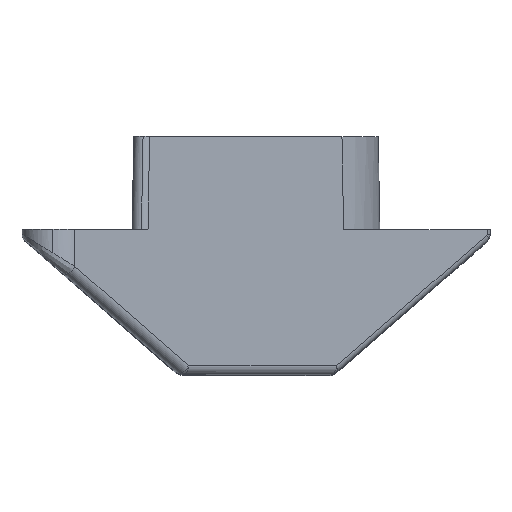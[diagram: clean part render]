
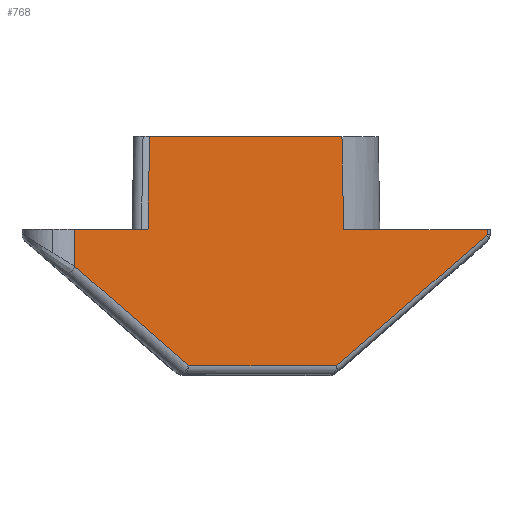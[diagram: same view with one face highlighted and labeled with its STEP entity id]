
A CAD part, top view. The second image highlights one B-rep face of the part: STEP entity #768.
In plain terms, the highlighted planar face has unit normal (0.707, 0, 0.707).
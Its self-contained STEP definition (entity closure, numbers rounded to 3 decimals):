
#27 = CARTESIAN_POINT ( 'NONE',  ( -2.706, -3., 8.292 ) ) ;
#32 = CARTESIAN_POINT ( 'NONE',  ( 2.83, -3., 2.756 ) ) ;
#45 = VECTOR ( 'NONE', #294, 1000. ) ;
#55 = CARTESIAN_POINT ( 'NONE',  ( 2.917, -7.949, 2.67 ) ) ;
#86 = LINE ( 'NONE', #421, #339 ) ;
#107 = VERTEX_POINT ( 'NONE', #32 ) ;
#176 = DIRECTION ( 'NONE',  ( -0.017, 1., 0.017 ) ) ;
#188 = CARTESIAN_POINT ( 'NONE',  ( 10.057, -7.4, -4.471 ) ) ;
#216 = FACE_OUTER_BOUND ( 'NONE', #1329, .T. ) ;
#238 = CARTESIAN_POINT ( 'NONE',  ( 7.474, -3.163, -1.888 ) ) ;
#246 = VERTEX_POINT ( 'NONE', #435 ) ;
#271 = ORIENTED_EDGE ( 'NONE', *, *, #654, .T. ) ;
#274 = VECTOR ( 'NONE', #1369, 1000. ) ;
#291 = ORIENTED_EDGE ( 'NONE', *, *, #641, .T. ) ;
#292 = VECTOR ( 'NONE', #307, 1000. ) ;
#294 = DIRECTION ( 'NONE',  ( 0., 1., 0. ) ) ;
#307 = DIRECTION ( 'NONE',  ( 0.707, 0., -0.707 ) ) ;
#339 = VECTOR ( 'NONE', #1052, 1000. ) ;
#349 = CARTESIAN_POINT ( 'NONE',  ( -5.855, -3., 11.441 ) ) ;
#369 = VECTOR ( 'NONE', #1238, 1000. ) ;
#373 = ORIENTED_EDGE ( 'NONE', *, *, #629, .T. ) ;
#405 = VERTEX_POINT ( 'NONE', #1216 ) ;
#410 = VERTEX_POINT ( 'NONE', #973 ) ;
#421 = CARTESIAN_POINT ( 'NONE',  ( -3.564, -7.225, 9.15 ) ) ;
#435 = CARTESIAN_POINT ( 'NONE',  ( -3.49, -3., 9.076 ) ) ;
#438 = ORIENTED_EDGE ( 'NONE', *, *, #650, .T. ) ;
#459 = DIRECTION ( 'NONE',  ( -0.707, 0., 0.707 ) ) ;
#503 = CARTESIAN_POINT ( 'NONE',  ( -6.708, -3., 12.294 ) ) ;
#510 = VERTEX_POINT ( 'NONE', #624 ) ;
#549 = CARTESIAN_POINT ( 'NONE',  ( -5.855, -7.7, 11.441 ) ) ;
#552 = EDGE_CURVE ( 'NONE', #839, #246, #1312, .T. ) ;
#567 = VECTOR ( 'NONE', #1383, 1000. ) ;
#579 = PLANE ( 'NONE',  #1262 ) ;
#590 = VECTOR ( 'NONE', #1060, 1000. ) ;
#621 = EDGE_CURVE ( 'NONE', #1270, #839, #1362, .T. ) ;
#624 = CARTESIAN_POINT ( 'NONE',  ( 7.474, -3., -1.888 ) ) ;
#625 = EDGE_CURVE ( 'NONE', #107, #757, #1041, .T. ) ;
#629 = EDGE_CURVE ( 'NONE', #405, #246, #86, .T. ) ;
#634 = LINE ( 'NONE', #1307, #590 ) ;
#641 = EDGE_CURVE ( 'NONE', #1270, #1044, #676, .T. ) ;
#650 = EDGE_CURVE ( 'NONE', #1044, #410, #1291, .T. ) ;
#654 = EDGE_CURVE ( 'NONE', #410, #1086, #966, .T. ) ;
#664 = EDGE_CURVE ( 'NONE', #1086, #510, #634, .T. ) ;
#670 = ORIENTED_EDGE ( 'NONE', *, *, #621, .F. ) ;
#676 = LINE ( 'NONE', #815, #1330 ) ;
#679 = ORIENTED_EDGE ( 'NONE', *, *, #664, .T. ) ;
#757 = VERTEX_POINT ( 'NONE', #1324 ) ;
#768 = ADVANCED_FACE ( 'NONE', ( #216 ), #579, .F. ) ;
#815 = CARTESIAN_POINT ( 'NONE',  ( 6.797, -15.2, -1.211 ) ) ;
#839 = VERTEX_POINT ( 'NONE', #349 ) ;
#899 = EDGE_CURVE ( 'NONE', #107, #510, #977, .T. ) ;
#917 = CARTESIAN_POINT ( 'NONE',  ( -5.855, -4.202, 11.441 ) ) ;
#940 = ORIENTED_EDGE ( 'NONE', *, *, #552, .F. ) ;
#957 = CARTESIAN_POINT ( 'NONE',  ( 10.057, -7.7, -4.471 ) ) ;
#966 = LINE ( 'NONE', #1182, #1254 ) ;
#973 = CARTESIAN_POINT ( 'NONE',  ( 2.6, -7.4, 2.986 ) ) ;
#977 = LINE ( 'NONE', #27, #567 ) ;
#1003 = VECTOR ( 'NONE', #176, 1000. ) ;
#1041 = LINE ( 'NONE', #55, #1003 ) ;
#1044 = VERTEX_POINT ( 'NONE', #1205 ) ;
#1052 = DIRECTION ( 'NONE',  ( -0.017, -1., 0.017 ) ) ;
#1060 = DIRECTION ( 'NONE',  ( 0., 1., 0. ) ) ;
#1068 = ORIENTED_EDGE ( 'NONE', *, *, #625, .T. ) ;
#1086 = VERTEX_POINT ( 'NONE', #238 ) ;
#1092 = EDGE_CURVE ( 'NONE', #757, #405, #1354, .T. ) ;
#1182 = CARTESIAN_POINT ( 'NONE',  ( 7.917, -2.778, -2.331 ) ) ;
#1191 = DIRECTION ( 'NONE',  ( 0.602, 0.524, -0.602 ) ) ;
#1205 = CARTESIAN_POINT ( 'NONE',  ( -2.176, -7.4, 7.762 ) ) ;
#1211 = DIRECTION ( 'NONE',  ( -0.707, 0., -0.707 ) ) ;
#1216 = CARTESIAN_POINT ( 'NONE',  ( -3.438, 0., 9.024 ) ) ;
#1238 = DIRECTION ( 'NONE',  ( -0.707, 0., 0.707 ) ) ;
#1254 = VECTOR ( 'NONE', #1191, 1000. ) ;
#1262 = AXIS2_PLACEMENT_3D ( 'NONE', #957, #1211, #459 ) ;
#1270 = VERTEX_POINT ( 'NONE', #917 ) ;
#1291 = LINE ( 'NONE', #188, #292 ) ;
#1307 = CARTESIAN_POINT ( 'NONE',  ( 7.474, -7.7, -1.888 ) ) ;
#1312 = LINE ( 'NONE', #503, #274 ) ;
#1324 = CARTESIAN_POINT ( 'NONE',  ( 2.778, 0., 2.808 ) ) ;
#1329 = EDGE_LOOP ( 'NONE', ( #1443, #1068, #1518, #373, #940, #670, #291, #438, #271, #679 ) ) ;
#1330 = VECTOR ( 'NONE', #1525, 1000. ) ;
#1349 = CARTESIAN_POINT ( 'NONE',  ( 10.057, 0., -4.471 ) ) ;
#1354 = LINE ( 'NONE', #1349, #369 ) ;
#1362 = LINE ( 'NONE', #549, #45 ) ;
#1369 = DIRECTION ( 'NONE',  ( 0.707, 0., -0.707 ) ) ;
#1383 = DIRECTION ( 'NONE',  ( 0.707, 0., -0.707 ) ) ;
#1443 = ORIENTED_EDGE ( 'NONE', *, *, #899, .F. ) ;
#1518 = ORIENTED_EDGE ( 'NONE', *, *, #1092, .T. ) ;
#1525 = DIRECTION ( 'NONE',  ( 0.602, -0.524, -0.602 ) ) ;
